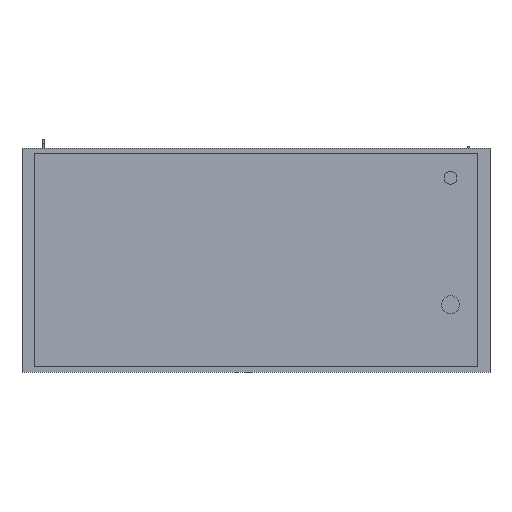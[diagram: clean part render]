
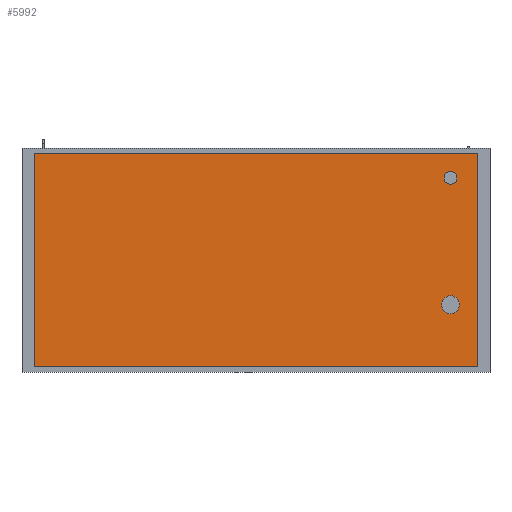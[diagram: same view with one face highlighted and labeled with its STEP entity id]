
A CAD part, front view. The second image highlights one B-rep face of the part: STEP entity #5992.
In plain terms, the highlighted planar face has unit normal (0, -1, 0).
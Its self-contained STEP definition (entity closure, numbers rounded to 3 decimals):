
#94=FACE_BOUND('',#775,.T.);
#95=FACE_BOUND('',#776,.T.);
#114=PLANE('',#6421);
#409=FACE_OUTER_BOUND('',#774,.T.);
#774=EDGE_LOOP('',(#4229,#4230,#4231,#4232));
#775=EDGE_LOOP('',(#4233,#4234));
#776=EDGE_LOOP('',(#4235,#4236));
#1146=LINE('',#8739,#1855);
#1150=LINE('',#8747,#1859);
#1153=LINE('',#8753,#1862);
#1156=LINE('',#8758,#1865);
#1855=VECTOR('',#6977,10.);
#1859=VECTOR('',#6983,10.);
#1862=VECTOR('',#6988,10.);
#1865=VECTOR('',#6993,10.);
#2552=CIRCLE('',#6402,20.);
#2553=CIRCLE('',#6403,20.);
#2556=CIRCLE('',#6408,27.5);
#2557=CIRCLE('',#6409,27.5);
#2714=VERTEX_POINT('',#8694);
#2715=VERTEX_POINT('',#8696);
#2718=VERTEX_POINT('',#8705);
#2719=VERTEX_POINT('',#8707);
#2728=VERTEX_POINT('',#8737);
#2729=VERTEX_POINT('',#8738);
#2732=VERTEX_POINT('',#8746);
#2734=VERTEX_POINT('',#8752);
#3301=EDGE_CURVE('',#2715,#2714,#2552,.T.);
#3302=EDGE_CURVE('',#2714,#2715,#2553,.T.);
#3306=EDGE_CURVE('',#2719,#2718,#2556,.T.);
#3307=EDGE_CURVE('',#2718,#2719,#2557,.T.);
#3320=EDGE_CURVE('',#2728,#2729,#1146,.T.);
#3324=EDGE_CURVE('',#2732,#2728,#1150,.T.);
#3327=EDGE_CURVE('',#2734,#2732,#1153,.T.);
#3330=EDGE_CURVE('',#2729,#2734,#1156,.T.);
#4229=ORIENTED_EDGE('',*,*,#3330,.F.);
#4230=ORIENTED_EDGE('',*,*,#3320,.F.);
#4231=ORIENTED_EDGE('',*,*,#3324,.F.);
#4232=ORIENTED_EDGE('',*,*,#3327,.F.);
#4233=ORIENTED_EDGE('',*,*,#3301,.T.);
#4234=ORIENTED_EDGE('',*,*,#3302,.T.);
#4235=ORIENTED_EDGE('',*,*,#3306,.T.);
#4236=ORIENTED_EDGE('',*,*,#3307,.T.);
#5992=ADVANCED_FACE('',(#409,#94,#95),#114,.F.);
#6402=AXIS2_PLACEMENT_3D('',#8697,#6934,#6935);
#6403=AXIS2_PLACEMENT_3D('',#8698,#6936,#6937);
#6408=AXIS2_PLACEMENT_3D('',#8708,#6947,#6948);
#6409=AXIS2_PLACEMENT_3D('',#8709,#6949,#6950);
#6421=AXIS2_PLACEMENT_3D('',#8761,#6997,#6998);
#6934=DIRECTION('center_axis',(0.,1.,0.));
#6935=DIRECTION('ref_axis',(1.,0.,0.));
#6936=DIRECTION('center_axis',(0.,1.,0.));
#6937=DIRECTION('ref_axis',(1.,0.,0.));
#6947=DIRECTION('center_axis',(0.,1.,0.));
#6948=DIRECTION('ref_axis',(1.,0.,0.));
#6949=DIRECTION('center_axis',(0.,1.,0.));
#6950=DIRECTION('ref_axis',(1.,0.,0.));
#6977=DIRECTION('',(0.,0.,1.));
#6983=DIRECTION('',(-1.,0.,0.));
#6988=DIRECTION('',(0.,0.,-1.));
#6993=DIRECTION('',(1.,0.,0.));
#6997=DIRECTION('center_axis',(0.,1.,0.));
#6998=DIRECTION('ref_axis',(0.,0.,1.));
#8694=CARTESIAN_POINT('',(582.5,0.,255.));
#8696=CARTESIAN_POINT('',(622.5,0.,255.));
#8697=CARTESIAN_POINT('Origin',(602.5,0.,255.));
#8698=CARTESIAN_POINT('Origin',(602.5,0.,255.));
#8705=CARTESIAN_POINT('',(575.,0.,-138.));
#8707=CARTESIAN_POINT('',(630.,0.,-138.));
#8708=CARTESIAN_POINT('Origin',(602.5,0.,-138.));
#8709=CARTESIAN_POINT('Origin',(602.5,0.,-138.));
#8737=CARTESIAN_POINT('',(-687.5,0.,-330.));
#8738=CARTESIAN_POINT('',(-687.5,0.,330.));
#8739=CARTESIAN_POINT('',(-687.5,0.,-330.));
#8746=CARTESIAN_POINT('',(687.5,0.,-330.));
#8747=CARTESIAN_POINT('',(687.5,0.,-330.));
#8752=CARTESIAN_POINT('',(687.5,0.,330.));
#8753=CARTESIAN_POINT('',(687.5,0.,330.));
#8758=CARTESIAN_POINT('',(-687.5,0.,330.));
#8761=CARTESIAN_POINT('Origin',(0.,0.,0.));
